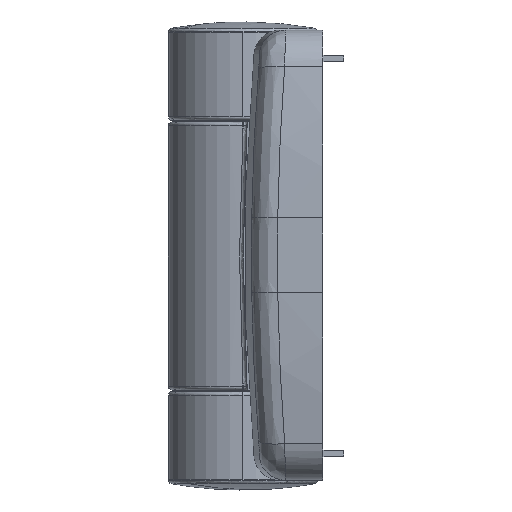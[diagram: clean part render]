
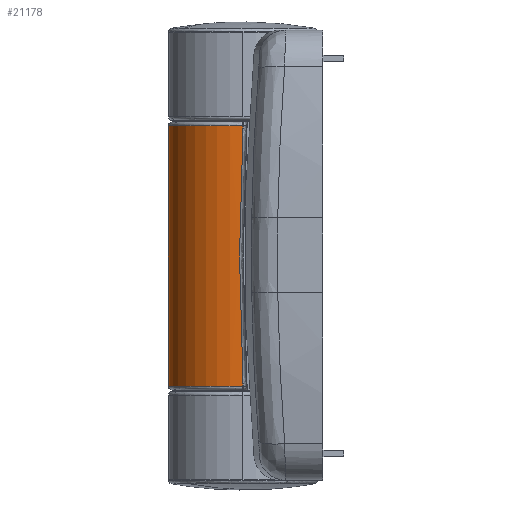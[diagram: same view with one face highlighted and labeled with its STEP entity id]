
A CAD part, left-side view. The second image highlights one B-rep face of the part: STEP entity #21178.
In plain terms, the highlighted cylindrical face has radius 10 mm (diameter 20 mm), a partial arc.
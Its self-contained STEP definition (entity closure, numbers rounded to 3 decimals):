
#307 = VERTEX_POINT ( 'NONE', #30218 ) ;
#709 = VERTEX_POINT ( 'NONE', #7961 ) ;
#720 = VERTEX_POINT ( 'NONE', #7499 ) ;
#2767 = LINE ( 'NONE', #25348, #25076 ) ;
#3620 = EDGE_LOOP ( 'NONE', ( #18187, #17863, #5544, #9161, #6430, #8694 ) ) ;
#4931 = CIRCLE ( 'NONE', #18346, 10. ) ;
#5544 = ORIENTED_EDGE ( 'NONE', *, *, #17073, .T. ) ;
#6055 = CARTESIAN_POINT ( 'NONE',  ( -10., 0.307, -11.349 ) ) ;
#6418 = VECTOR ( 'NONE', #23407, 1000. ) ;
#6430 = ORIENTED_EDGE ( 'NONE', *, *, #17445, .F. ) ;
#7499 = CARTESIAN_POINT ( 'NONE',  ( 10., 0., 17.5 ) ) ;
#7507 = DIRECTION ( 'NONE',  ( 0., 0., 1. ) ) ;
#7770 = CARTESIAN_POINT ( 'NONE',  ( 0., 0., -17.5 ) ) ;
#7961 = CARTESIAN_POINT ( 'NONE',  ( -10., 0., 17.5 ) ) ;
#8032 = FACE_OUTER_BOUND ( 'NONE', #3620, .T. ) ;
#8478 = DIRECTION ( 'NONE',  ( 0., 0., 1. ) ) ;
#8694 = ORIENTED_EDGE ( 'NONE', *, *, #15643, .F. ) ;
#9161 = ORIENTED_EDGE ( 'NONE', *, *, #13621, .T. ) ;
#10108 = DIRECTION ( 'NONE',  ( 1., 0., 0. ) ) ;
#10134 = AXIS2_PLACEMENT_3D ( 'NONE', #22837, #8478, #25204 ) ;
#12253 = CARTESIAN_POINT ( 'NONE',  ( 0., 0., -30. ) ) ;
#12335 = EDGE_CURVE ( 'NONE', #20249, #30473, #2767, .T. ) ;
#13185 = CARTESIAN_POINT ( 'NONE',  ( -10., 0.307, 11.349 ) ) ;
#13621 = EDGE_CURVE ( 'NONE', #24358, #709, #14475, .T. ) ;
#14475 = LINE ( 'NONE', #15436, #20119 ) ;
#14809 = DIRECTION ( 'NONE',  ( 1., 0., 0. ) ) ;
#15436 = CARTESIAN_POINT ( 'NONE',  ( -10., 0., -30. ) ) ;
#15643 = EDGE_CURVE ( 'NONE', #307, #720, #25458, .T. ) ;
#15834 = CIRCLE ( 'NONE', #10134, 10. ) ;
#16174 = EDGE_CURVE ( 'NONE', #307, #20249, #4931, .T. ) ;
#16545 = CARTESIAN_POINT ( 'NONE',  ( -10., 0., 17.023 ) ) ;
#16781 = AXIS2_PLACEMENT_3D ( 'NONE', #12253, #7507, #14809 ) ;
#17073 = EDGE_CURVE ( 'NONE', #30473, #24358, #29107, .T. ) ;
#17367 = CARTESIAN_POINT ( 'NONE',  ( -10., 0., -17.023 ) ) ;
#17445 = EDGE_CURVE ( 'NONE', #720, #709, #15834, .T. ) ;
#17744 = CYLINDRICAL_SURFACE ( 'NONE', #16781, 10. ) ;
#17859 = DIRECTION ( 'NONE',  ( 0., 0., 1. ) ) ;
#17863 = ORIENTED_EDGE ( 'NONE', *, *, #12335, .T. ) ;
#18187 = ORIENTED_EDGE ( 'NONE', *, *, #16174, .T. ) ;
#18346 = AXIS2_PLACEMENT_3D ( 'NONE', #7770, #24471, #10108 ) ;
#20119 = VECTOR ( 'NONE', #17859, 1000. ) ;
#20249 = VERTEX_POINT ( 'NONE', #23171 ) ;
#20345 = CARTESIAN_POINT ( 'NONE',  ( -10., 0., -17.023 ) ) ;
#20985 = CARTESIAN_POINT ( 'NONE',  ( 10., 0., -30. ) ) ;
#21178 = ADVANCED_FACE ( 'NONE', ( #8032 ), #17744, .T. ) ;
#22837 = CARTESIAN_POINT ( 'NONE',  ( 0., 0., 17.5 ) ) ;
#23171 = CARTESIAN_POINT ( 'NONE',  ( -10., 0., -17.5 ) ) ;
#23407 = DIRECTION ( 'NONE',  ( 0., 0., 1. ) ) ;
#24358 = VERTEX_POINT ( 'NONE', #16545 ) ;
#24471 = DIRECTION ( 'NONE',  ( 0., 0., 1. ) ) ;
#25076 = VECTOR ( 'NONE', #27701, 1000. ) ;
#25204 = DIRECTION ( 'NONE',  ( -1., 0., 0. ) ) ;
#25348 = CARTESIAN_POINT ( 'NONE',  ( -10., 0., -30. ) ) ;
#25458 = LINE ( 'NONE', #20985, #6418 ) ;
#27579 = CARTESIAN_POINT ( 'NONE',  ( -9.979, 0.613, 0. ) ) ;
#27701 = DIRECTION ( 'NONE',  ( 0., 0., 1. ) ) ;
#29107 = B_SPLINE_CURVE_WITH_KNOTS ( 'NONE', 3,
 ( #20345, #6055, #27579, #13185, #29958 ),
 .UNSPECIFIED., .F., .F.,
 ( 4, 1, 4 ),
 ( 0., 0.5, 1. ),
 .UNSPECIFIED. ) ;
#29958 = CARTESIAN_POINT ( 'NONE',  ( -10., 0., 17.023 ) ) ;
#30218 = CARTESIAN_POINT ( 'NONE',  ( 10., 0., -17.5 ) ) ;
#30473 = VERTEX_POINT ( 'NONE', #17367 ) ;
